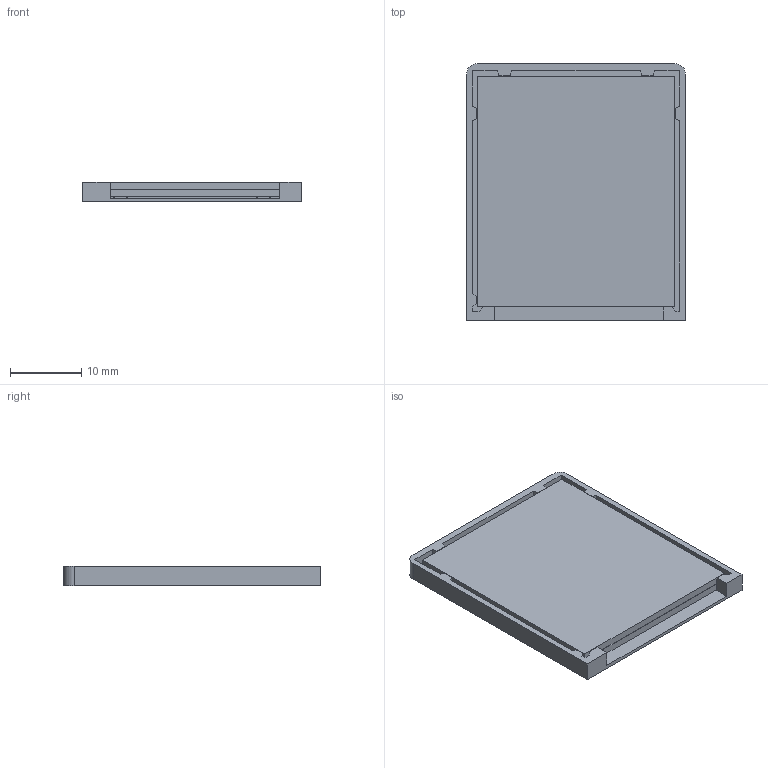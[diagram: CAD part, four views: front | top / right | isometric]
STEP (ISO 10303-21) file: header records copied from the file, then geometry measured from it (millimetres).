
FILE_DESCRIPTION(('FreeCAD Model'),'2;1');
FILE_NAME( 'DEM 128128A TMH-PW-N.step', '2020-11-19T07:50:22',('Author'),(''), 'Open CASCADE STEP processor 7.4','FreeCAD','Unknown');
FILE_SCHEMA(('AUTOMOTIVE_DESIGN { 1 0 10303 214 1 1 1 1 }'));
Length unit declared in the file: millimetre
Products named in the file (5): DEM_128128A_TMH-PW-N; Glass; LCD; Enclosure; PCB
Assembly tree (4 placements, depth 2):
  DEM_128128A_TMH-PW-N
    Glass
    LCD
    Enclosure
    PCB
Bounding box: 30.7 x 36 x 2.7 mm (x, y, z)
Volume: 2566 mm3; surface area: 6775.7 mm2
Topology: 4 solids, 4 shells, 62 faces, 162 edges, 108 vertices
Faces by surface type: plane 60, cylinder 2
Entity records: 4114 total; most frequent: CARTESIAN_POINT 685, DIRECTION 620, LINE 478, VECTOR 478, ORIENTED_EDGE 324, PCURVE 324, DEFINITIONAL_REPRESENTATION 324, EDGE_CURVE 162
